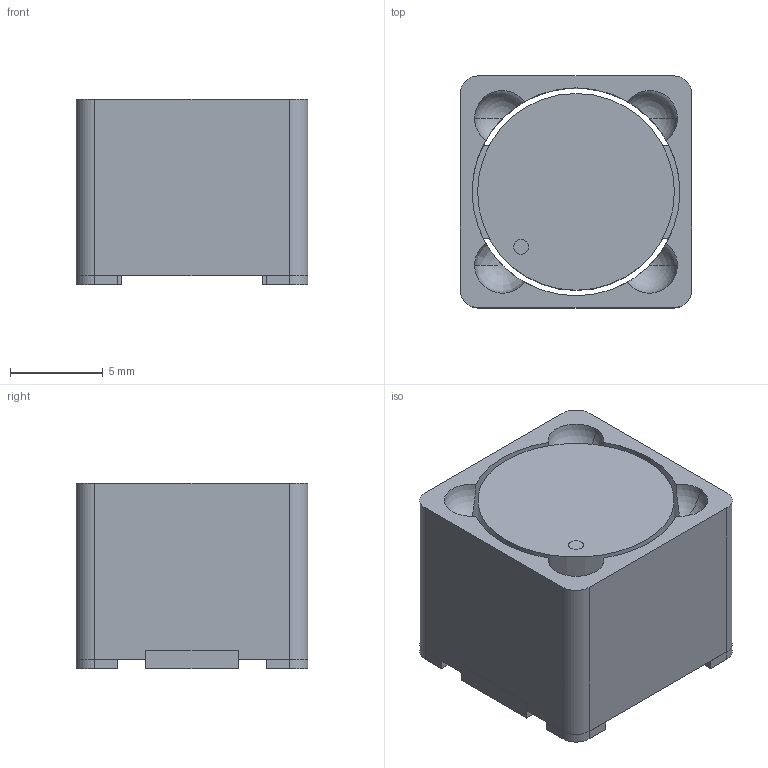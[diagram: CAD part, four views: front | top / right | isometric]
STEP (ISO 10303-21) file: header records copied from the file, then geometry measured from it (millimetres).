
FILE_DESCRIPTION((''),'2;1');
FILE_NAME('IND_WURTH_WE-PD-XXL.stp','2011-05-02T14:56:38',(''),(''),'Mechanical Desktop 2011','Mechanical Desktop 2011',', , ');
FILE_SCHEMA(('AUTOMOTIVE_DESIGN { 1 2 10303 214 1 1 1 1 }'));
Length unit declared in the file: millimetre
Products named in the file (1): Product
Bounding box: 12.5 x 12.5 x 10 mm (x, y, z)
Volume: 1387.7 mm3; surface area: 1504.6 mm2
Topology: 9 solids, 9 shells, 90 faces, 226 edges, 146 vertices
Faces by surface type: plane 54, cylinder 20, bspline 10, sphere 6
Entity records: 2861 total; most frequent: CARTESIAN_POINT 669, DIRECTION 434, ORIENTED_EDGE 432, EDGE_CURVE 216, VECTOR 148, LINE 148, VERTEX_POINT 144, AXIS2_PLACEMENT_3D 143
